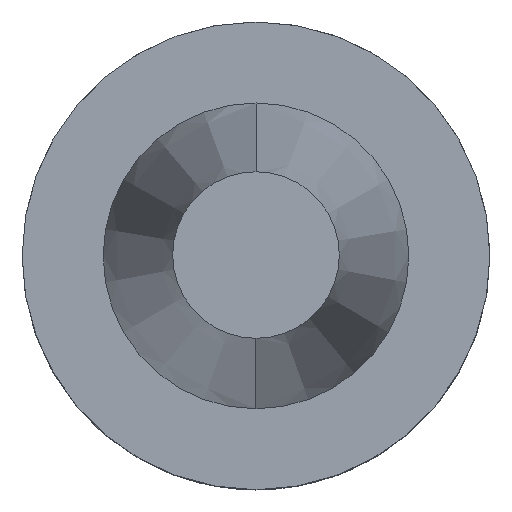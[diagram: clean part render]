
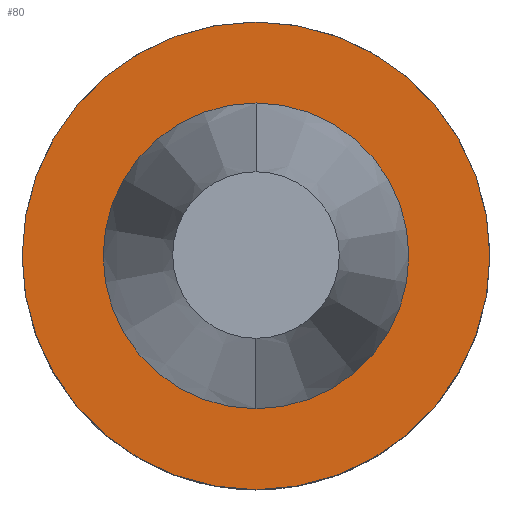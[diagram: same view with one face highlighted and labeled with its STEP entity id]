
A CAD part, top view. The second image highlights one B-rep face of the part: STEP entity #80.
In plain terms, the highlighted planar face has unit normal (0, 0, 1).
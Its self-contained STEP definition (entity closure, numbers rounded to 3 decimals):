
#80=ADVANCED_FACE('',(#106,#107),#100,.F.);
#100=PLANE('',#344);
#106=FACE_BOUND('',#130,.T.);
#107=FACE_BOUND('',#131,.T.);
#130=EDGE_LOOP('',(#164));
#131=EDGE_LOOP('',(#165,#166));
#164=ORIENTED_EDGE('',*,*,#257,.T.);
#165=ORIENTED_EDGE('',*,*,#258,.T.);
#166=ORIENTED_EDGE('',*,*,#259,.T.);
#230=VERTEX_POINT('',#501);
#231=VERTEX_POINT('',#503);
#232=VERTEX_POINT('',#504);
#257=EDGE_CURVE('',#230,#230,#290,.T.);
#258=EDGE_CURVE('',#231,#232,#291,.T.);
#259=EDGE_CURVE('',#232,#231,#292,.T.);
#290=CIRCLE('',#341,25.);
#291=CIRCLE('',#342,16.342);
#292=CIRCLE('',#343,16.342);
#341=AXIS2_PLACEMENT_3D('',#500,#399,#400);
#342=AXIS2_PLACEMENT_3D('',#502,#401,#402);
#343=AXIS2_PLACEMENT_3D('',#505,#403,#404);
#344=AXIS2_PLACEMENT_3D('',#506,#405,#406);
#399=DIRECTION('',(0.,0.,1.));
#400=DIRECTION('',(-1.,0.,0.));
#401=DIRECTION('',(0.,0.,-1.));
#402=DIRECTION('',(-1.,0.,0.));
#403=DIRECTION('',(0.,0.,-1.));
#404=DIRECTION('',(-1.,0.,0.));
#405=DIRECTION('',(0.,0.,-1.));
#406=DIRECTION('',(0.,1.,0.));
#500=CARTESIAN_POINT('',(0.,0.,-3.2));
#501=CARTESIAN_POINT('',(-25.,0.,-3.2));
#502=CARTESIAN_POINT('',(0.,0.,-3.2));
#503=CARTESIAN_POINT('',(0.,16.342,-3.2));
#504=CARTESIAN_POINT('',(0.,-16.342,-3.2));
#505=CARTESIAN_POINT('',(0.,0.,-3.2));
#506=CARTESIAN_POINT('',(0.,0.,-3.2));
